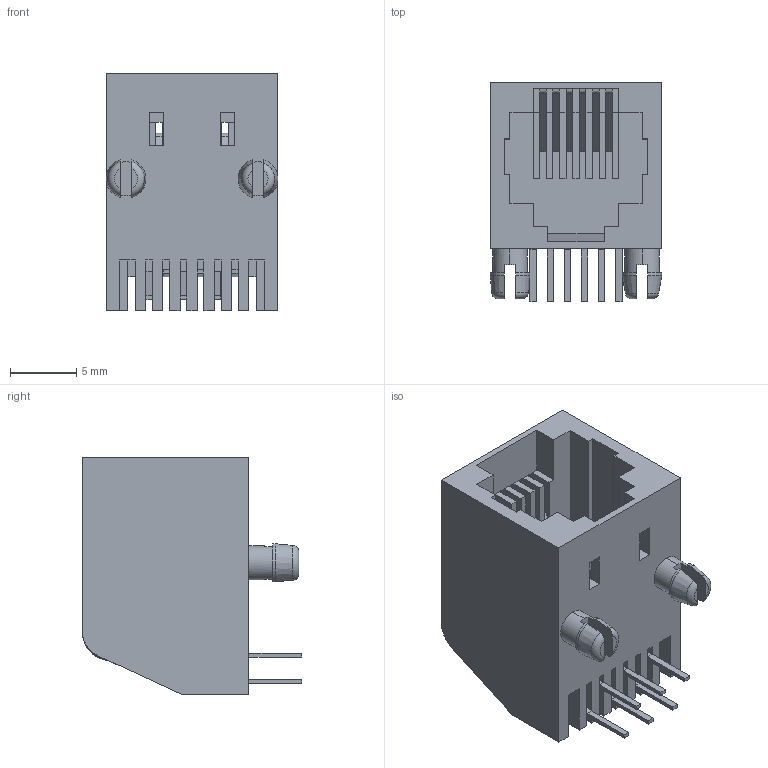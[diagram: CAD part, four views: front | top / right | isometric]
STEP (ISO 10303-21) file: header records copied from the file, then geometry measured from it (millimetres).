
FILE_DESCRIPTION (( 'STEP AP214' ), '1' );
FILE_NAME ('User Library-RJ11 6W CONNECTOR.STEP', '2017-10-24T23:33:18', ( 'Windows User' ), ( '' ), 'SwSTEP 2.0', 'SolidWorks 2017', '' );
FILE_SCHEMA (( 'AUTOMOTIVE_DESIGN' ));
Length unit declared in the file: millimetre
Products named in the file (1): User Library-RJ11 6W CONNECTOR
Bounding box: 13 x 16.61 x 18 mm (x, y, z)
Volume: 1437 mm3; surface area: 2818.3 mm2
Topology: 7 solids, 7 shells, 437 faces, 1100 edges, 666 vertices
Faces by surface type: plane 324, cone 76, cylinder 33, torus 4
Entity records: 12848 total; most frequent: CARTESIAN_POINT 2272, ORIENTED_EDGE 2200, DIRECTION 2114, EDGE_CURVE 1100, VECTOR 930, LINE 930, VERTEX_POINT 666, AXIS2_PLACEMENT_3D 592
